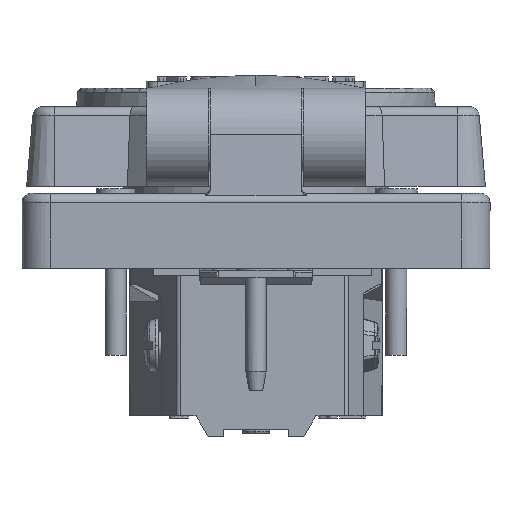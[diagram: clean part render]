
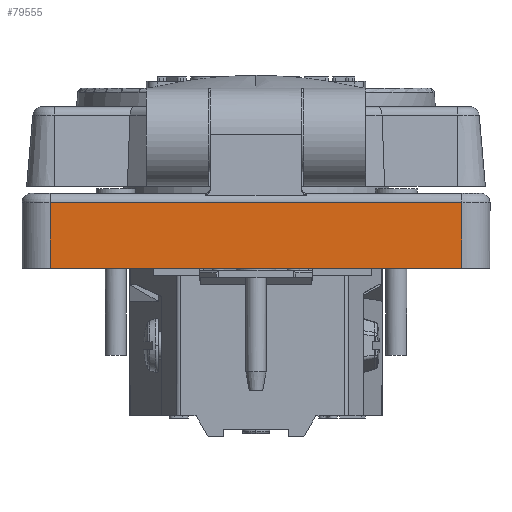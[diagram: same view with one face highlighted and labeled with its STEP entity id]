
A CAD part, front view. The second image highlights one B-rep face of the part: STEP entity #79555.
In plain terms, the highlighted planar face has unit normal (0, -1, 0).
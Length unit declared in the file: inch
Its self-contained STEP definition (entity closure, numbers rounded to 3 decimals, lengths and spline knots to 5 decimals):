
#858 = AXIS2_PLACEMENT_3D ( 'NONE', #73218, #28698, #47882 ) ;
#5573 = CARTESIAN_POINT ( 'NONE',  ( -1.3755, -2.3125, -0.185 ) ) ;
#7795 = CARTESIAN_POINT ( 'NONE',  ( -0.4585, -2.3125, -0.185 ) ) ;
#8602 = VERTEX_POINT ( 'NONE', #26321 ) ;
#11028 = CARTESIAN_POINT ( 'NONE',  ( 1.3755, -2.3125, 0.253 ) ) ;
#11470 = CARTESIAN_POINT ( 'NONE',  ( 1.3755, -2.3125, 0.107 ) ) ;
#18422 = CARTESIAN_POINT ( 'NONE',  ( -1.3755, -2.3125, 0.253 ) ) ;
#23477 = VERTEX_POINT ( 'NONE', #54430 ) ;
#24621 = CARTESIAN_POINT ( 'NONE',  ( 1.3755, -2.3125, -0.185 ) ) ;
#25129 = ORIENTED_EDGE ( 'NONE', *, *, #35093, .T. ) ;
#26321 = CARTESIAN_POINT ( 'NONE',  ( -1.3755, -2.3125, -0.185 ) ) ;
#27069 = PLANE ( 'NONE',  #858 ) ;
#28698 = DIRECTION ( 'NONE',  ( 0., -1., 0. ) ) ;
#28932 = ORIENTED_EDGE ( 'NONE', *, *, #53713, .T. ) ;
#29634 = ORIENTED_EDGE ( 'NONE', *, *, #63677, .T. ) ;
#31992 = ORIENTED_EDGE ( 'NONE', *, *, #59268, .T. ) ;
#33008 = CARTESIAN_POINT ( 'NONE',  ( 1.3755, -2.3125, 0.253 ) ) ;
#35093 = EDGE_CURVE ( 'NONE', #23477, #35398, #70632, .T. ) ;
#35398 = VERTEX_POINT ( 'NONE', #33008 ) ;
#36010 = CARTESIAN_POINT ( 'NONE',  ( -1.3755, -2.3125, 0.253 ) ) ;
#37386 = B_SPLINE_CURVE_WITH_KNOTS ( 'NONE', 3,
 ( #11028, #42604, #67887, #36010 ),
 .UNSPECIFIED., .F., .F.,
 ( 4, 4 ),
 ( 0., 1. ),
 .UNSPECIFIED. ) ;
#38950 = CARTESIAN_POINT ( 'NONE',  ( -1.3755, -2.3125, -0.185 ) ) ;
#40738 = B_SPLINE_CURVE_WITH_KNOTS ( 'NONE', 3,
 ( #38950, #7795, #56539, #45083 ),
 .UNSPECIFIED., .F., .F.,
 ( 4, 4 ),
 ( 0., 1. ),
 .UNSPECIFIED. ) ;
#41361 = EDGE_LOOP ( 'NONE', ( #31992, #28932, #25129, #29634 ) ) ;
#42604 = CARTESIAN_POINT ( 'NONE',  ( 0.4585, -2.3125, 0.253 ) ) ;
#45083 = CARTESIAN_POINT ( 'NONE',  ( 1.3755, -2.3125, -0.185 ) ) ;
#47882 = DIRECTION ( 'NONE',  ( -1., 0., 0. ) ) ;
#48734 = CARTESIAN_POINT ( 'NONE',  ( 1.3755, -2.3125, -0.039 ) ) ;
#50590 = CARTESIAN_POINT ( 'NONE',  ( -1.3755, -2.3125, -0.039 ) ) ;
#53713 = EDGE_CURVE ( 'NONE', #8602, #23477, #40738, .T. ) ;
#54430 = CARTESIAN_POINT ( 'NONE',  ( 1.3755, -2.3125, -0.185 ) ) ;
#55396 = B_SPLINE_CURVE_WITH_KNOTS ( 'NONE', 3,
 ( #63429, #63831, #50590, #5573 ),
 .UNSPECIFIED., .F., .F.,
 ( 4, 4 ),
 ( 0., 1. ),
 .UNSPECIFIED. ) ;
#55846 = VERTEX_POINT ( 'NONE', #18422 ) ;
#56539 = CARTESIAN_POINT ( 'NONE',  ( 0.4585, -2.3125, -0.185 ) ) ;
#59268 = EDGE_CURVE ( 'NONE', #55846, #8602, #55396, .T. ) ;
#63429 = CARTESIAN_POINT ( 'NONE',  ( -1.3755, -2.3125, 0.253 ) ) ;
#63677 = EDGE_CURVE ( 'NONE', #35398, #55846, #37386, .T. ) ;
#63831 = CARTESIAN_POINT ( 'NONE',  ( -1.3755, -2.3125, 0.107 ) ) ;
#64685 = FACE_OUTER_BOUND ( 'NONE', #41361, .T. ) ;
#67887 = CARTESIAN_POINT ( 'NONE',  ( -0.4585, -2.3125, 0.253 ) ) ;
#70632 = B_SPLINE_CURVE_WITH_KNOTS ( 'NONE', 3,
 ( #24621, #48734, #11470, #73687 ),
 .UNSPECIFIED., .F., .F.,
 ( 4, 4 ),
 ( 0., 1. ),
 .UNSPECIFIED. ) ;
#73218 = CARTESIAN_POINT ( 'NONE',  ( 1.3755, -2.3125, -0.372 ) ) ;
#73687 = CARTESIAN_POINT ( 'NONE',  ( 1.3755, -2.3125, 0.253 ) ) ;
#79555 = ADVANCED_FACE ( 'NONE', ( #64685 ), #27069, .T. ) ;
